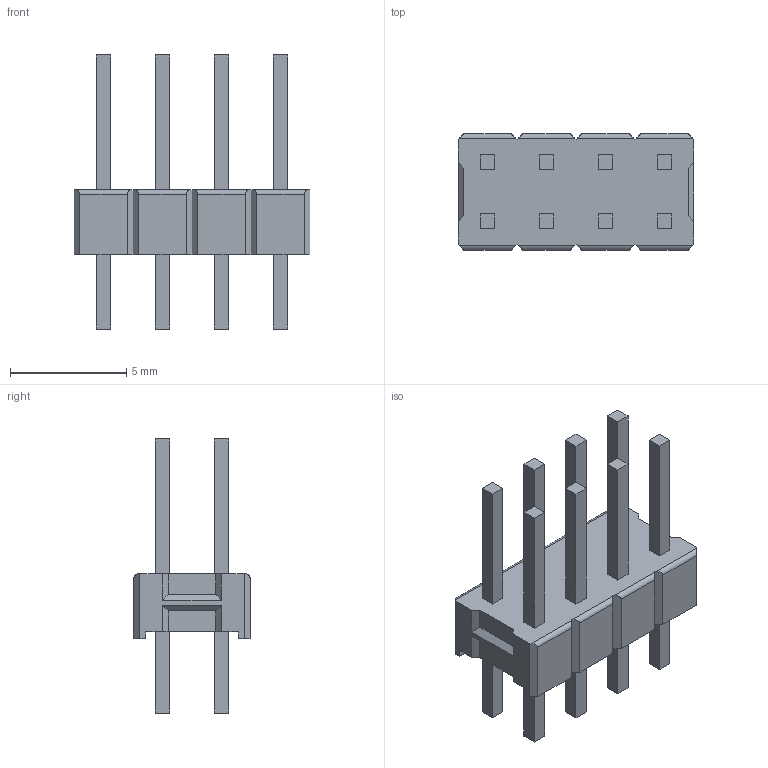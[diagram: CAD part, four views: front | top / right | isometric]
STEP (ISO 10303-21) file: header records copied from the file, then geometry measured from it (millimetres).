
FILE_DESCRIPTION(('STEP AP214'),'1');
FILE_NAME('70299454.stp','2018-07-30T15:09:00',('TraceParts'),('TraceParts S.A.'),'Spatial InterOp 3D',' ',' ');
FILE_SCHEMA(('automotive_design'));
Length unit declared in the file: millimetre
Products named in the file (1): 70299454
Bounding box: 10.16 x 5 x 11.8 mm (x, y, z)
Volume: 155.7 mm3; surface area: 376.5 mm2
Topology: 1 solids, 1 shells, 136 faces, 354 edges, 236 vertices
Faces by surface type: plane 128, cylinder 8
Entity records: 4173 total; most frequent: CARTESIAN_POINT 839, ORIENTED_EDGE 708, DIRECTION 612, EDGE_CURVE 354, LINE 338, VECTOR 338, VERTEX_POINT 236, EDGE_LOOP 152
